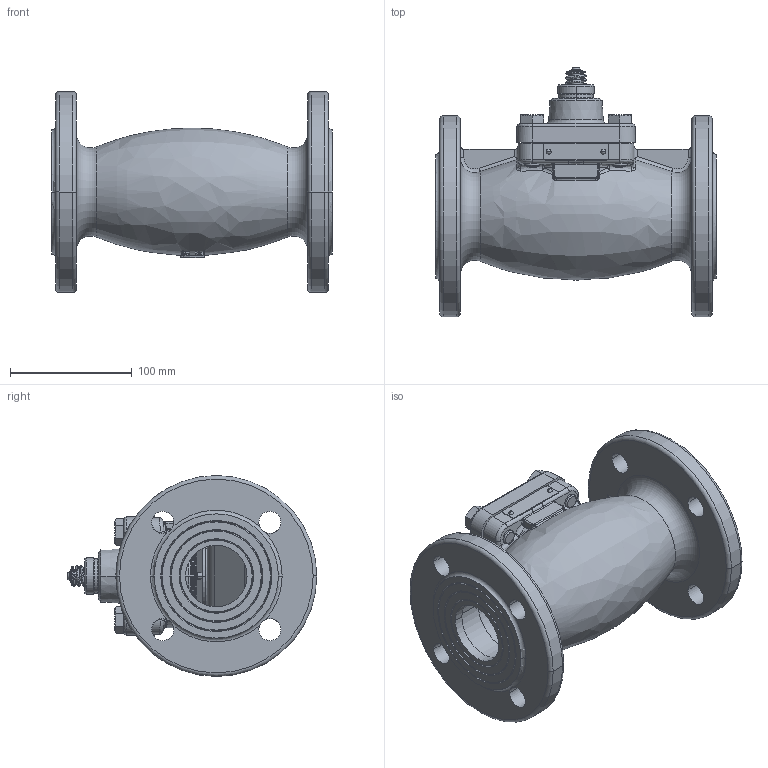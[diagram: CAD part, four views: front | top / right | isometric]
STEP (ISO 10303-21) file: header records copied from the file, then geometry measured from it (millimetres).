
FILE_DESCRIPTION((''),'2;1');
FILE_NAME('065B2061','2012-05-07T',('U258099'),('Danfoss'),'PRO/ENGINEER BY PARAMETRIC TECHNOLOGY CORPORATION, 2010370','PRO/ENGINEER BY PARAMETRIC TECHNOLOGY CORPORATION, 2010370','');
FILE_SCHEMA(('CONFIG_CONTROL_DESIGN'));
Products named in the file (1): 065B2061
Bounding box: 230 x 204.9 x 165 mm (x, y, z)
Volume: 1507412.2 mm3; surface area: 300009.4 mm2
Topology: 1 solids, 1 shells, 1063 faces, 2631 edges, 1631 vertices
Faces by surface type: plane 448, cylinder 285, torus 131, bspline 102, cone 79, sphere 18
Entity records: 49149 total; most frequent: CARTESIAN_POINT 24922, ORIENTED_EDGE 5238, DIRECTION 4840, EDGE_CURVE 2619, AXIS2_PLACEMENT_3D 1984, VERTEX_POINT 1631, EDGE_LOOP 1174, FACE_OUTER_BOUND 1063
